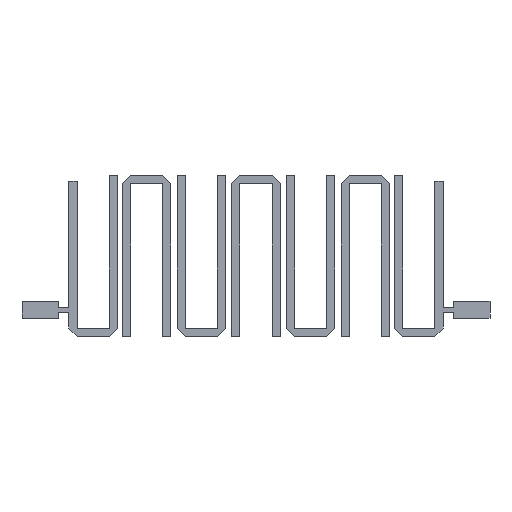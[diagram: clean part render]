
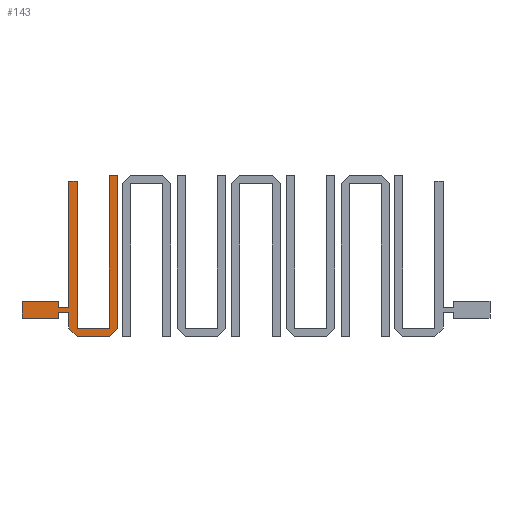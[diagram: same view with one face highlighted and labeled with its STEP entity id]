
A CAD part, top view. The second image highlights one B-rep face of the part: STEP entity #143.
In plain terms, the highlighted planar face has unit normal (0, 0, 1).
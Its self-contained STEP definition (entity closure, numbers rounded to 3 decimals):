
#143=ADVANCED_FACE('',(#279),#280,.T.);
#279=FACE_OUTER_BOUND('',#511,.T.);
#280=PLANE('',#512);
#511=EDGE_LOOP('',(#818,#819,#820,#821,#822,#823,#824,#825,#826,#827,#828,#829,#830,#831,#832,#833,#834,#835));
#512=AXIS2_PLACEMENT_3D('',#836,#837,#838);
#818=ORIENTED_EDGE('',*,*,#1679,.T.);
#819=ORIENTED_EDGE('',*,*,#1680,.T.);
#820=ORIENTED_EDGE('',*,*,#1681,.T.);
#821=ORIENTED_EDGE('',*,*,#1636,.T.);
#822=ORIENTED_EDGE('',*,*,#1652,.T.);
#823=ORIENTED_EDGE('',*,*,#1660,.T.);
#824=ORIENTED_EDGE('',*,*,#1658,.T.);
#825=ORIENTED_EDGE('',*,*,#1655,.T.);
#826=ORIENTED_EDGE('',*,*,#1647,.T.);
#827=ORIENTED_EDGE('',*,*,#1638,.T.);
#828=ORIENTED_EDGE('',*,*,#1643,.T.);
#829=ORIENTED_EDGE('',*,*,#1644,.T.);
#830=ORIENTED_EDGE('',*,*,#1675,.T.);
#831=ORIENTED_EDGE('',*,*,#1661,.F.);
#832=ORIENTED_EDGE('',*,*,#1673,.T.);
#833=ORIENTED_EDGE('',*,*,#1671,.T.);
#834=ORIENTED_EDGE('',*,*,#1668,.T.);
#835=ORIENTED_EDGE('',*,*,#1678,.T.);
#836=CARTESIAN_POINT('',(-5.016,0.322,0.02));
#837=DIRECTION('',(0.0,0.0,1.0));
#838=DIRECTION('',(1.0,0.0,0.0));
#1636=EDGE_CURVE('',#1928,#1933,#1935,.T.);
#1638=EDGE_CURVE('',#1939,#1936,#1940,.T.);
#1643=EDGE_CURVE('',#1936,#1946,#1948,.T.);
#1644=EDGE_CURVE('',#1946,#1949,#1950,.T.);
#1647=EDGE_CURVE('',#1954,#1939,#1955,.T.);
#1652=EDGE_CURVE('',#1933,#1961,#1963,.T.);
#1655=EDGE_CURVE('',#1964,#1954,#1968,.T.);
#1658=EDGE_CURVE('',#1969,#1964,#1973,.T.);
#1660=EDGE_CURVE('',#1961,#1969,#1975,.T.);
#1661=EDGE_CURVE('',#1976,#1977,#1978,.T.);
#1668=EDGE_CURVE('',#1984,#1989,#1991,.T.);
#1671=EDGE_CURVE('',#1992,#1984,#1996,.T.);
#1673=EDGE_CURVE('',#1976,#1992,#1998,.T.);
#1675=EDGE_CURVE('',#1949,#1977,#2000,.T.);
#1678=EDGE_CURVE('',#1989,#2003,#2005,.T.);
#1679=EDGE_CURVE('',#2003,#2006,#2007,.T.);
#1680=EDGE_CURVE('',#2006,#2008,#2009,.T.);
#1681=EDGE_CURVE('',#2008,#1928,#2010,.T.);
#1928=VERTEX_POINT('',#2408);
#1933=VERTEX_POINT('',#2415);
#1935=LINE('',#2418,#2419);
#1936=VERTEX_POINT('',#2420);
#1939=VERTEX_POINT('',#2424);
#1940=LINE('',#2425,#2426);
#1946=VERTEX_POINT('',#2435);
#1948=LINE('',#2438,#2439);
#1949=VERTEX_POINT('',#2440);
#1950=LINE('',#2441,#2442);
#1954=VERTEX_POINT('',#2448);
#1955=LINE('',#2449,#2450);
#1961=VERTEX_POINT('',#2459);
#1963=LINE('',#2462,#2463);
#1964=VERTEX_POINT('',#2464);
#1968=LINE('',#2470,#2471);
#1969=VERTEX_POINT('',#2472);
#1973=LINE('',#2478,#2479);
#1975=LINE('',#2482,#2483);
#1976=VERTEX_POINT('',#2484);
#1977=VERTEX_POINT('',#2485);
#1978=LINE('',#2486,#2487);
#1984=VERTEX_POINT('',#2496);
#1989=VERTEX_POINT('',#2503);
#1991=LINE('',#2506,#2507);
#1992=VERTEX_POINT('',#2508);
#1996=LINE('',#2514,#2515);
#1998=LINE('',#2518,#2519);
#2000=LINE('',#2522,#2523);
#2003=VERTEX_POINT('',#2527);
#2005=LINE('',#2530,#2531);
#2006=VERTEX_POINT('',#2532);
#2007=LINE('',#2533,#2534);
#2008=VERTEX_POINT('',#2535);
#2009=LINE('',#2536,#2537);
#2010=LINE('',#2538,#2539);
#2408=CARTESIAN_POINT('',(-5.126,-1.412,0.02));
#2415=CARTESIAN_POINT('',(-5.414,-1.412,0.02));
#2418=CARTESIAN_POINT('',(-5.16,-1.412,0.02));
#2419=VECTOR('',#3179,1.0);
#2420=CARTESIAN_POINT('',(-5.126,-1.539,0.02));
#2424=CARTESIAN_POINT('',(-5.414,-1.539,0.02));
#2425=CARTESIAN_POINT('',(-5.16,-1.539,0.02));
#2426=VECTOR('',#3181,1.0);
#2435=CARTESIAN_POINT('',(-5.126,-1.975,0.02));
#2438=CARTESIAN_POINT('',(-5.126,-1.757,0.02));
#2439=VECTOR('',#3186,1.0);
#2440=CARTESIAN_POINT('',(-4.906,-2.195,0.02));
#2441=CARTESIAN_POINT('',(-5.126,-1.975,0.02));
#2442=VECTOR('',#3187,1.);
#2448=CARTESIAN_POINT('',(-5.414,-1.705,0.02));
#2449=CARTESIAN_POINT('',(-5.414,-1.475,0.02));
#2450=VECTOR('',#3190,1.0);
#2459=CARTESIAN_POINT('',(-5.414,-1.245,0.02));
#2462=CARTESIAN_POINT('',(-5.414,-1.475,0.02));
#2463=VECTOR('',#3195,1.0);
#2464=CARTESIAN_POINT('',(-6.414,-1.705,0.02));
#2470=CARTESIAN_POINT('',(-5.914,-1.705,0.02));
#2471=VECTOR('',#3198,1.0);
#2472=CARTESIAN_POINT('',(-6.414,-1.245,0.02));
#2478=CARTESIAN_POINT('',(-6.414,-1.475,0.02));
#2479=VECTOR('',#3201,1.0);
#2482=CARTESIAN_POINT('',(-5.914,-1.245,0.02));
#2483=VECTOR('',#3203,1.0);
#2484=CARTESIAN_POINT('',(-3.806,-1.975,0.02));
#2485=CARTESIAN_POINT('',(-4.026,-2.195,0.02));
#2486=CARTESIAN_POINT('',(-3.806,-1.975,0.02));
#2487=VECTOR('',#3204,1.);
#2496=CARTESIAN_POINT('',(-4.026,2.195,0.02));
#2503=CARTESIAN_POINT('',(-4.026,-1.975,0.02));
#2506=CARTESIAN_POINT('',(-4.026,0.11,0.02));
#2507=VECTOR('',#3211,1.0);
#2508=CARTESIAN_POINT('',(-3.806,2.195,0.02));
#2514=CARTESIAN_POINT('',(-3.916,2.195,0.02));
#2515=VECTOR('',#3214,1.0);
#2518=CARTESIAN_POINT('',(-3.806,0.11,0.02));
#2519=VECTOR('',#3216,1.0);
#2522=CARTESIAN_POINT('',(-4.466,-2.195,0.02));
#2523=VECTOR('',#3218,1.0);
#2527=CARTESIAN_POINT('',(-4.906,-1.975,0.02));
#2530=CARTESIAN_POINT('',(-4.466,-1.975,0.02));
#2531=VECTOR('',#3221,1.0);
#2532=CARTESIAN_POINT('',(-4.906,2.055,0.02));
#2533=CARTESIAN_POINT('',(-4.906,0.322,0.02));
#2534=VECTOR('',#3222,1.);
#2535=CARTESIAN_POINT('',(-5.126,2.055,0.02));
#2536=CARTESIAN_POINT('',(-5.016,2.055,0.02));
#2537=VECTOR('',#3223,1.0);
#2538=CARTESIAN_POINT('',(-5.126,0.322,0.02));
#2539=VECTOR('',#3224,1.);
#3179=DIRECTION('',(-1.0,0.0,0.0));
#3181=DIRECTION('',(1.0,0.0,0.0));
#3186=DIRECTION('',(0.0,-1.0,0.0));
#3187=DIRECTION('',(0.707,-0.707,0.0));
#3190=DIRECTION('',(0.0,1.0,0.0));
#3195=DIRECTION('',(0.0,1.0,0.0));
#3198=DIRECTION('',(1.0,0.0,0.0));
#3201=DIRECTION('',(0.0,-1.0,0.0));
#3203=DIRECTION('',(-1.0,0.0,0.0));
#3204=DIRECTION('',(-0.707,-0.707,0.0));
#3211=DIRECTION('',(0.0,-1.0,0.0));
#3214=DIRECTION('',(-1.0,0.0,0.0));
#3216=DIRECTION('',(0.0,1.0,0.0));
#3218=DIRECTION('',(1.0,0.0,0.0));
#3221=DIRECTION('',(-1.0,0.0,0.0));
#3222=DIRECTION('',(0.0,1.0,0.0));
#3223=DIRECTION('',(-1.0,0.0,0.0));
#3224=DIRECTION('',(0.0,-1.0,0.0));
